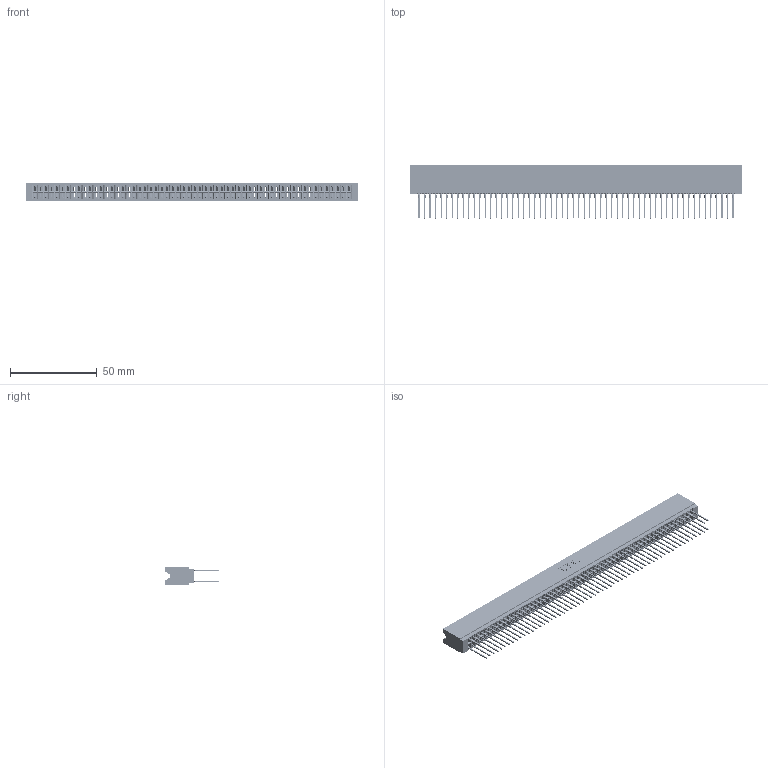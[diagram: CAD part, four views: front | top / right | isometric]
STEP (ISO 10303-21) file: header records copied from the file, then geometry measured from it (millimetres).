
FILE_DESCRIPTION (( 'STEP AP203' ), '1' );
FILE_NAME ('746-116-545-606.STEP', '2020-09-18T19:18:47', ( '' ), ( '' ), 'SwSTEP 2.0', 'SolidWorks 2020', '' );
FILE_SCHEMA (( 'CONFIG_CONTROL_DESIGN' ));
Length unit declared in the file: inch
Products named in the file (3): 746-116-545-606; 746-292-001_545; 746 Part_.340 Slot Depth - 06
Assembly tree (117 placements, depth 2):
  746-116-545-606
    746 Part_.340 Slot Depth - 06
    746-292-001_545  x116
Bounding box: 191.39 x 30.59 x 9.91 mm (x, y, z)
Volume: 22292.1 mm3; surface area: 34894.2 mm2
Topology: 117 solids, 117 shells, 10480 faces, 28801 edges, 18329 vertices
Faces by surface type: plane 5392, bspline 2320, cylinder 2072, torus 696
Entity records: 87267 total; most frequent: CARTESIAN_POINT 17208, ORIENTED_EDGE 15052, DIRECTION 12540, EDGE_CURVE 7526, VECTOR 6762, LINE 6762, VERTEX_POINT 4989, AXIS2_PLACEMENT_3D 2889
